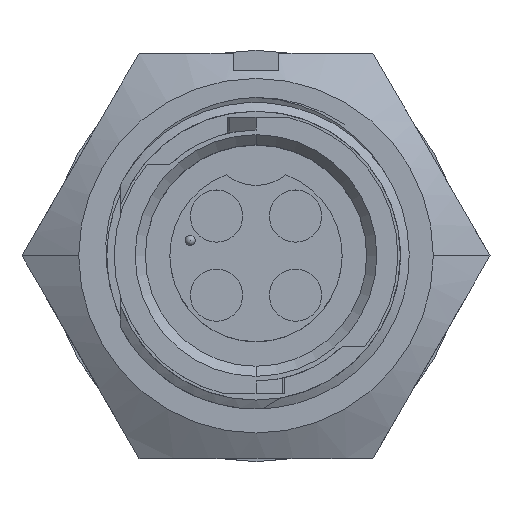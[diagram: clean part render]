
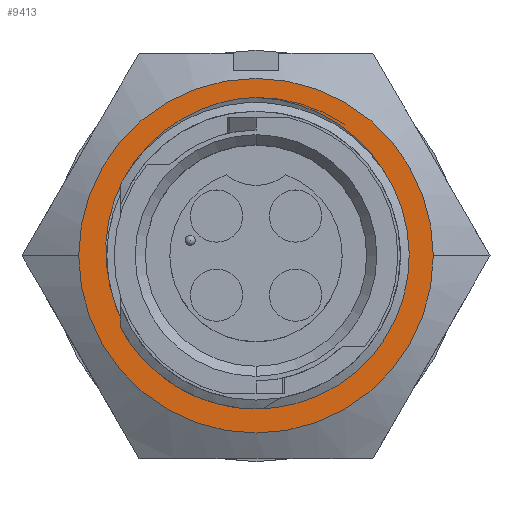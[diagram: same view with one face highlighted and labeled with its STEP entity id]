
A CAD part, top view. The second image highlights one B-rep face of the part: STEP entity #9413.
In plain terms, the highlighted planar face has unit normal (0, 0, 1).
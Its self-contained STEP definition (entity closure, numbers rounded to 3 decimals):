
#32 = CARTESIAN_POINT ( 'NONE',  ( 7.532, -0.351, -6.233 ) ) ;
#298 = CARTESIAN_POINT ( 'NONE',  ( 7.334, -1.47, -6.233 ) ) ;
#612 = EDGE_CURVE ( 'NONE', #2135, #7528, #2375, .T. ) ;
#617 = VERTEX_POINT ( 'NONE', #6773 ) ;
#878 = CARTESIAN_POINT ( 'NONE',  ( -7.04, 3.009, -6.233 ) ) ;
#919 = CARTESIAN_POINT ( 'NONE',  ( 0.57, 7.904, -6.233 ) ) ;
#933 = CARTESIAN_POINT ( 'NONE',  ( -0.572, 7.92, -6.233 ) ) ;
#1004 = AXIS2_PLACEMENT_3D ( 'NONE', #3149, #8355, #4156 ) ;
#1097 = EDGE_CURVE ( 'NONE', #7528, #2135, #9784, .T. ) ;
#1377 = CARTESIAN_POINT ( 'NONE',  ( -7.534, -0.057, -6.233 ) ) ;
#1383 = AXIS2_PLACEMENT_3D ( 'NONE', #8101, #6477, #5564 ) ;
#1586 = CARTESIAN_POINT ( 'NONE',  ( 1.136, 7.824, -6.233 ) ) ;
#1602 = CARTESIAN_POINT ( 'NONE',  ( -6.251, 4.521, -6.233 ) ) ;
#1648 = CARTESIAN_POINT ( 'NONE',  ( 2.242, 7.558, -6.233 ) ) ;
#1697 = CARTESIAN_POINT ( 'NONE',  ( 7.23, 2.457, -6.233 ) ) ;
#1809 = CARTESIAN_POINT ( 'NONE',  ( 6.557, 4.028, -6.233 ) ) ;
#1820 = EDGE_CURVE ( 'NONE', #617, #5037, #5810, .T. ) ;
#2135 = VERTEX_POINT ( 'NONE', #5354 ) ;
#2199 = ORIENTED_EDGE ( 'NONE', *, *, #1820, .F. ) ;
#2223 = CARTESIAN_POINT ( 'NONE',  ( -7.4, -1.192, -6.233 ) ) ;
#2375 = CIRCLE ( 'NONE', #10780, 8.89 ) ;
#2490 = B_SPLINE_CURVE_WITH_KNOTS ( 'NONE', 3,
 ( #9250, #3375, #919, #1586, #7629, #1648, #4213, #6899, #5999, #7682, #4323, #9365, #1809, #11049, #1697, #8525, #6848, #32, #10261, #10317 ),
 .UNSPECIFIED., .F., .F.,
 ( 4, 2, 2, 2, 2, 2, 2, 2, 2, 4 ),
 ( 0., 0.001, 0.002, 0.003, 0.005, 0.007, 0.009, 0.01, 0.012, 0.014 ),
 .UNSPECIFIED. ) ;
#2517 = DIRECTION ( 'NONE',  ( -1., 0., 0. ) ) ;
#2570 = DIRECTION ( 'NONE',  ( 0., 0., -1. ) ) ;
#2605 = CARTESIAN_POINT ( 'NONE',  ( -7.475, 1.358, -6.233 ) ) ;
#3149 = CARTESIAN_POINT ( 'NONE',  ( 0., 0., -6.233 ) ) ;
#3227 = CARTESIAN_POINT ( 'NONE',  ( 0., 7.938, -6.233 ) ) ;
#3375 = CARTESIAN_POINT ( 'NONE',  ( 0.286, 7.929, -6.233 ) ) ;
#3651 = PLANE ( 'NONE',  #7332 ) ;
#4156 = DIRECTION ( 'NONE',  ( 1., 0., 0. ) ) ;
#4213 = CARTESIAN_POINT ( 'NONE',  ( 2.774, 7.36, -6.233 ) ) ;
#4323 = CARTESIAN_POINT ( 'NONE',  ( 5.55, 5.413, -6.233 ) ) ;
#4641 = FACE_BOUND ( 'NONE', #9185, .T. ) ;
#4644 = ORIENTED_EDGE ( 'NONE', *, *, #9397, .T. ) ;
#4948 = CARTESIAN_POINT ( 'NONE',  ( -4.27, 6.536, -6.233 ) ) ;
#5037 = VERTEX_POINT ( 'NONE', #298 ) ;
#5167 = CARTESIAN_POINT ( 'NONE',  ( -1.142, 7.839, -6.233 ) ) ;
#5354 = CARTESIAN_POINT ( 'NONE',  ( 8.89, 0., -6.233 ) ) ;
#5365 = EDGE_LOOP ( 'NONE', ( #8982, #10424 ) ) ;
#5469 = CARTESIAN_POINT ( 'NONE',  ( -5.866, -10.16, -6.233 ) ) ;
#5564 = DIRECTION ( 'NONE',  ( -1., 0., 0. ) ) ;
#5733 = CARTESIAN_POINT ( 'NONE',  ( -7.517, -0.343, -6.233 ) ) ;
#5790 = CARTESIAN_POINT ( 'NONE',  ( -2.248, 7.557, -6.233 ) ) ;
#5810 = CIRCLE ( 'NONE', #1004, 7.48 ) ;
#5811 = EDGE_CURVE ( 'NONE', #617, #9524, #7085, .T. ) ;
#5999 = CARTESIAN_POINT ( 'NONE',  ( 4.269, 6.536, -6.233 ) ) ;
#6012 = CARTESIAN_POINT ( 'NONE',  ( -5.156, 5.813, -6.233 ) ) ;
#6362 = CARTESIAN_POINT ( 'NONE',  ( 0., 7.938, -6.233 ) ) ;
#6477 = DIRECTION ( 'NONE',  ( 0., 0., -1. ) ) ;
#6502 = ORIENTED_EDGE ( 'NONE', *, *, #5811, .T. ) ;
#6773 = CARTESIAN_POINT ( 'NONE',  ( -7.334, -1.47, -6.233 ) ) ;
#6848 = CARTESIAN_POINT ( 'NONE',  ( 7.537, 0.781, -6.233 ) ) ;
#6862 = CARTESIAN_POINT ( 'NONE',  ( -2.787, 7.354, -6.233 ) ) ;
#6899 = CARTESIAN_POINT ( 'NONE',  ( 3.795, 6.845, -6.233 ) ) ;
#7085 = B_SPLINE_CURVE_WITH_KNOTS ( 'NONE', 3,
 ( #8152, #2223, #9048, #5733, #1377, #9157, #2605, #8599, #878, #7642, #1602, #10059, #6012, #4948, #10275, #6862, #5790, #5167, #933, #3227 ),
 .UNSPECIFIED., .F., .F.,
 ( 4, 2, 2, 2, 2, 2, 2, 2, 2, 4 ),
 ( 0., 0.001, 0.002, 0.003, 0.005, 0.007, 0.009, 0.01, 0.012, 0.014 ),
 .UNSPECIFIED. ) ;
#7332 = AXIS2_PLACEMENT_3D ( 'NONE', #5469, #8804, #10590 ) ;
#7528 = VERTEX_POINT ( 'NONE', #10357 ) ;
#7629 = CARTESIAN_POINT ( 'NONE',  ( 1.417, 7.769, -6.233 ) ) ;
#7642 = CARTESIAN_POINT ( 'NONE',  ( -6.555, 4.03, -6.233 ) ) ;
#7682 = CARTESIAN_POINT ( 'NONE',  ( 5.145, 5.822, -6.233 ) ) ;
#7956 = FACE_OUTER_BOUND ( 'NONE', #5365, .T. ) ;
#8101 = CARTESIAN_POINT ( 'NONE',  ( 0., 0., -6.233 ) ) ;
#8152 = CARTESIAN_POINT ( 'NONE',  ( -7.334, -1.47, -6.233 ) ) ;
#8355 = DIRECTION ( 'NONE',  ( 0., 0., 1. ) ) ;
#8525 = CARTESIAN_POINT ( 'NONE',  ( 7.475, 1.355, -6.233 ) ) ;
#8599 = CARTESIAN_POINT ( 'NONE',  ( -7.225, 2.475, -6.233 ) ) ;
#8804 = DIRECTION ( 'NONE',  ( 0., 0., -1. ) ) ;
#8982 = ORIENTED_EDGE ( 'NONE', *, *, #1097, .F. ) ;
#9048 = CARTESIAN_POINT ( 'NONE',  ( -7.45, -0.91, -6.233 ) ) ;
#9157 = CARTESIAN_POINT ( 'NONE',  ( -7.536, 0.794, -6.233 ) ) ;
#9185 = EDGE_LOOP ( 'NONE', ( #6502, #4644, #2199 ) ) ;
#9250 = CARTESIAN_POINT ( 'NONE',  ( 0., 7.938, -6.233 ) ) ;
#9365 = CARTESIAN_POINT ( 'NONE',  ( 6.255, 4.516, -6.233 ) ) ;
#9397 = EDGE_CURVE ( 'NONE', #9524, #5037, #2490, .T. ) ;
#9413 = ADVANCED_FACE ( 'NONE', ( #4641, #7956 ), #3651, .F. ) ;
#9524 = VERTEX_POINT ( 'NONE', #6362 ) ;
#9784 = CIRCLE ( 'NONE', #1383, 8.89 ) ;
#10059 = CARTESIAN_POINT ( 'NONE',  ( -5.552, 5.41, -6.233 ) ) ;
#10261 = CARTESIAN_POINT ( 'NONE',  ( 7.466, -0.913, -6.233 ) ) ;
#10275 = CARTESIAN_POINT ( 'NONE',  ( -3.795, 6.844, -6.233 ) ) ;
#10295 = CARTESIAN_POINT ( 'NONE',  ( 0., 0., -6.233 ) ) ;
#10317 = CARTESIAN_POINT ( 'NONE',  ( 7.334, -1.47, -6.233 ) ) ;
#10357 = CARTESIAN_POINT ( 'NONE',  ( -8.89, 0., -6.233 ) ) ;
#10424 = ORIENTED_EDGE ( 'NONE', *, *, #612, .F. ) ;
#10590 = DIRECTION ( 'NONE',  ( -1., 0., 0. ) ) ;
#10780 = AXIS2_PLACEMENT_3D ( 'NONE', #10295, #2570, #2517 ) ;
#11049 = CARTESIAN_POINT ( 'NONE',  ( 7.047, 2.994, -6.233 ) ) ;
